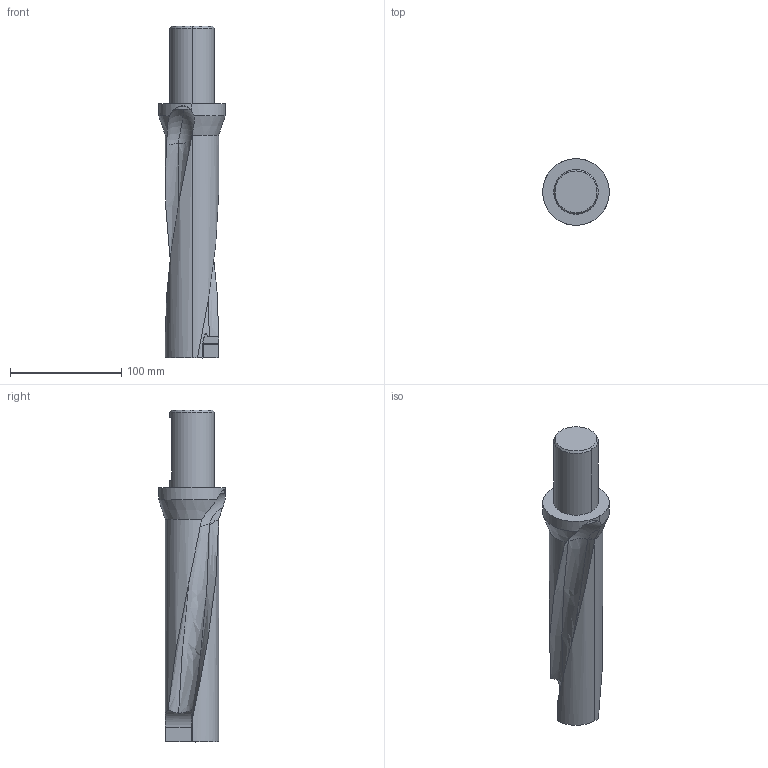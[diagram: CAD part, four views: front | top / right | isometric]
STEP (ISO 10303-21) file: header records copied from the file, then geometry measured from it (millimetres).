
FILE_DESCRIPTION(('no description'),'unknown implementation level');
FILE_NAME('solidIyCRpf8E7___QxMpE7uYjYvf9Rw_1.STP',' ',('CIM GmbH Aachen'),('CADClick - KiM GmbH - www.kimweb.de'),'unknown preprocess','ACIS','unknown authorization');
FILE_SCHEMA(('automotive_design'));
Length unit declared in the file: millimetre
Products named in the file (1): 1
Bounding box: 60 x 60 x 298.66 mm (x, y, z)
Volume: 371315.1 mm3; surface area: 53523.5 mm2
Topology: 1 solids, 1 shells, 71 faces, 192 edges, 125 vertices
Faces by surface type: plane 28, cylinder 21, cone 8, revolution 6, bspline 6, torus 2
Entity records: 6513 total; most frequent: CARTESIAN_POINT 2635, STYLED_ITEM 389, PRESENTATION_STYLE_ASSIGNMENT 389, COLOUR_RGB 389, ORIENTED_EDGE 384, DIRECTION 316, EDGE_CURVE 192, CURVE_STYLE 192
